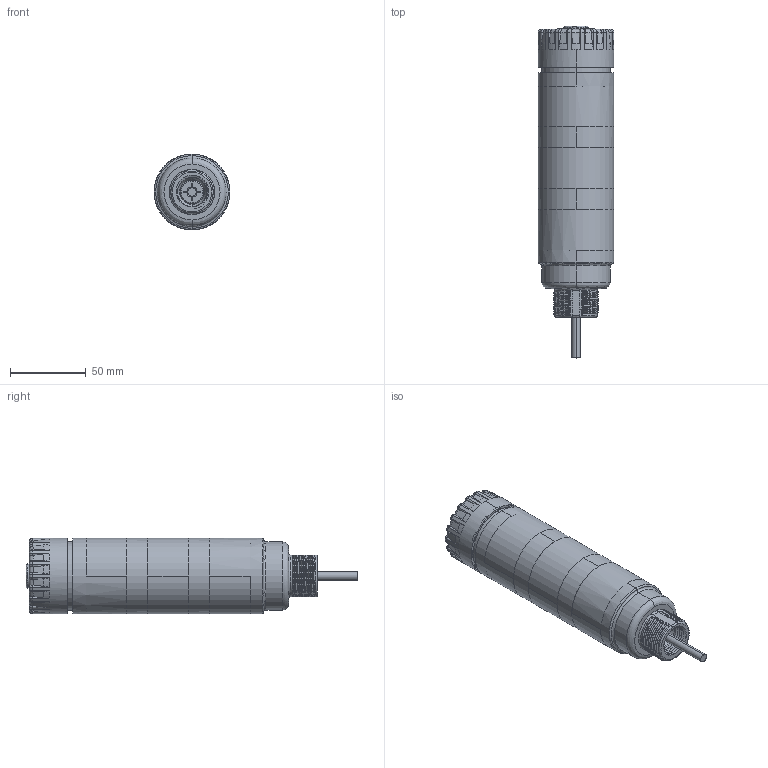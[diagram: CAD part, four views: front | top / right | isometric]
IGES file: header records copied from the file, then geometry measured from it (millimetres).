
Start section:  PTC IGES file: 145184.igs
Global section: file name: 145184.igs; native system: Pro/ENGINEER by Parametric Technology Corporation; preprocessor: 2006170; author: banengservice; organization: Unknown; date: 20090210.102152; units: inch
Bounding box: 50 x 219.15 x 50 mm (x, y, z)
Volume: 111650.7 mm3; surface area: 106982.2 mm2
Topology: 3 solids, 3 shells, 1696 faces, 4417 edges, 2803 vertices
Faces by surface type: revolution 893, bspline 803
